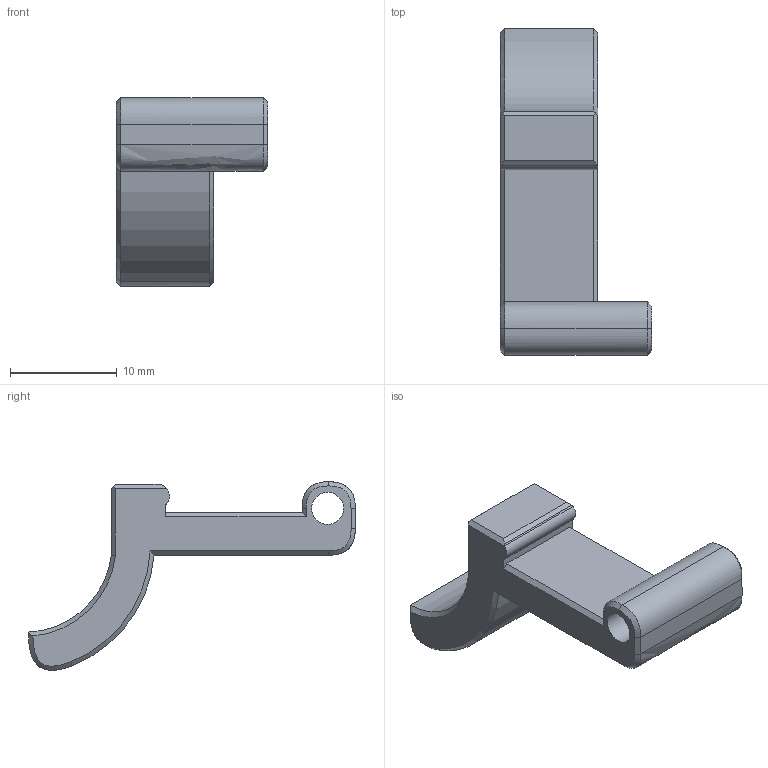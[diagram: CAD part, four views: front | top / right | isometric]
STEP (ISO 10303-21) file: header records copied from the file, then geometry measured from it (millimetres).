
FILE_DESCRIPTION(/* description */ ('STEP AP242','CAx-IF Rec.Pracs.---Representation and Presentation of Product Manufacturing Information (PMI)---4.0---2014-10-13','CAx-IF Rec.Pracs.---3D Tessellated Geometry---0.4---2014-09-14','2;1'),/* implementation_level */ '2;1');
FILE_NAME(/* name */ '62e9c5c1c21ec068bef52b0e',/* time_stamp */ '2022-08-03T00:48:02+00:00',/* author */ (''),/* organization */ (''),/* preprocessor_version */ 'ST-DEVELOPER v18.102',/* originating_system */ ' ',/* authorisation */ ' ');
FILE_SCHEMA (('AP242_MANAGED_MODEL_BASED_3D_ENGINEERING_MIM_LF { 1 0 10303 442 1 1 4 }'));
Length unit declared in the file: metre
Products named in the file (1): Part 1
Bounding box: 14.2 x 30.64 x 17.7 mm (x, y, z)
Volume: 1625.8 mm3; surface area: 1346.6 mm2
Topology: 1 solids, 1 shells, 53 faces, 131 edges, 80 vertices
Faces by surface type: plane 28, bspline 15, cylinder 6, cone 4
Full cylindrical faces by diameter (mm): 3 x1
Entity records: 1928 total; most frequent: CARTESIAN_POINT 748, ORIENTED_EDGE 258, DIRECTION 201, EDGE_CURVE 129, VERTEX_POINT 79, LINE 79, VECTOR 79, AXIS2_PLACEMENT_3D 61
